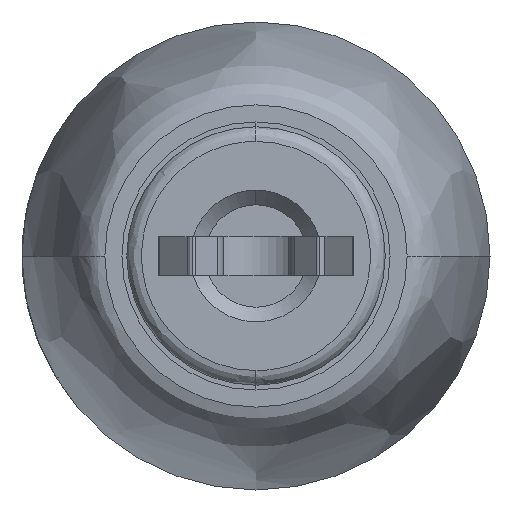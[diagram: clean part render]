
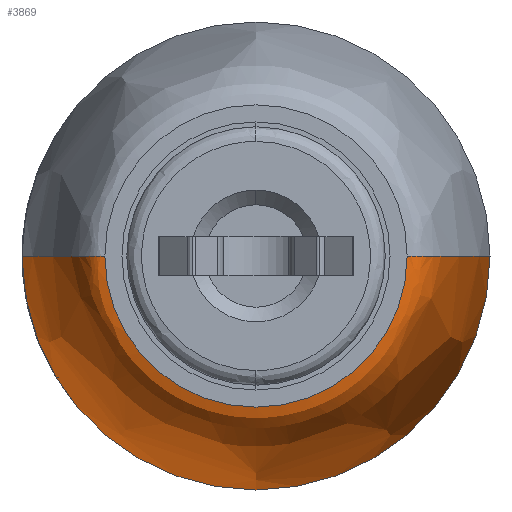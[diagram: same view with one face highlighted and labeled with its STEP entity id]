
A CAD part, left-side view. The second image highlights one B-rep face of the part: STEP entity #3869.
In plain terms, the highlighted free-form (B-spline) face has degree [3, 3] with [6, 4] control points.
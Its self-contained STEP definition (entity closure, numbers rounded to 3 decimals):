
#224 = VERTEX_POINT ( 'NONE', #6321 ) ;
#548 = DIRECTION ( 'NONE',  ( -1., 0., 0. ) ) ;
#1898 = CARTESIAN_POINT ( 'NONE',  ( 10.153, -4.759, 0. ) ) ;
#1913 = CARTESIAN_POINT ( 'NONE',  ( 13.822, 4.8, 0. ) ) ;
#2033 = ORIENTED_EDGE ( 'NONE', *, *, #4881, .T. ) ;
#2190 = VERTEX_POINT ( 'NONE', #11013 ) ;
#2822 = ORIENTED_EDGE ( 'NONE', *, *, #11397, .T. ) ;
#3074 = CARTESIAN_POINT ( 'NONE',  ( 10.153, -4.759, 0. ) ) ;
#3389 = ORIENTED_EDGE ( 'NONE', *, *, #15889, .F. ) ;
#3479 = CARTESIAN_POINT ( 'NONE',  ( 13.822, 4.8, -9.6 ) ) ;
#3793 = ORIENTED_EDGE ( 'NONE', *, *, #6858, .F. ) ;
#3869 = ADVANCED_FACE ( 'NONE', ( #18652 ), #15120, .F. ) ;
#4776 = CARTESIAN_POINT ( 'NONE',  ( 10.153, 4.759, 0. ) ) ;
#4881 = EDGE_CURVE ( 'NONE', #224, #5625, #16808, .T. ) ;
#5025 = CARTESIAN_POINT ( 'NONE',  ( 13.398, 4.8, 0. ) ) ;
#5271 = CARTESIAN_POINT ( 'NONE',  ( 4.822, -3.71, -7.421 ) ) ;
#5417 = CARTESIAN_POINT ( 'NONE',  ( 6.753, 4.294, 0. ) ) ;
#5463 = B_SPLINE_CURVE_WITH_KNOTS ( 'NONE', 3,
 ( #6820, #15338, #18417, #5417, #9557, #9813 ),
 .UNSPECIFIED., .F., .F.,
 ( 4, 1, 1, 4 ),
 ( 0., 0.429, 0.529, 1. ),
 .UNSPECIFIED. ) ;
#5625 = VERTEX_POINT ( 'NONE', #9747 ) ;
#5774 = ORIENTED_EDGE ( 'NONE', *, *, #10661, .T. ) ;
#6024 = AXIS2_PLACEMENT_3D ( 'NONE', #13770, #6510, #8023 ) ;
#6218 = CARTESIAN_POINT ( 'NONE',  ( 10.153, 4.759, -9.518 ) ) ;
#6288 = CARTESIAN_POINT ( 'NONE',  ( 6.753, 4.294, 0. ) ) ;
#6321 = CARTESIAN_POINT ( 'NONE',  ( 13.822, 0., -4.8 ) ) ;
#6417 = CARTESIAN_POINT ( 'NONE',  ( 13.822, -4.8, -9.6 ) ) ;
#6510 = DIRECTION ( 'NONE',  ( -1., 0., 0. ) ) ;
#6657 = CARTESIAN_POINT ( 'NONE',  ( 4.822, 3.71, 0. ) ) ;
#6820 = CARTESIAN_POINT ( 'NONE',  ( 13.822, 4.8, 0. ) ) ;
#6858 = EDGE_CURVE ( 'NONE', #8011, #2190, #5463, .T. ) ;
#7933 = CARTESIAN_POINT ( 'NONE',  ( 13.398, 4.8, -9.6 ) ) ;
#8011 = VERTEX_POINT ( 'NONE', #1913 ) ;
#8023 = DIRECTION ( 'NONE',  ( 0., 0., 1. ) ) ;
#8054 = CARTESIAN_POINT ( 'NONE',  ( 6.753, -4.294, 0. ) ) ;
#8869 = CIRCLE ( 'NONE', #18401, 3.1 ) ;
#8885 = CARTESIAN_POINT ( 'NONE',  ( 13.398, -4.8, 0. ) ) ;
#8966 = B_SPLINE_CURVE_WITH_KNOTS ( 'NONE', 3,
 ( #17615, #8885, #3074, #14728, #17862, #10522 ),
 .UNSPECIFIED., .F., .F.,
 ( 4, 1, 1, 4 ),
 ( 0., 0.429, 0.529, 1. ),
 .UNSPECIFIED. ) ;
#9149 = CARTESIAN_POINT ( 'NONE',  ( 10.153, -4.759, -9.518 ) ) ;
#9198 = CARTESIAN_POINT ( 'NONE',  ( 4.822, 0., 0. ) ) ;
#9557 = CARTESIAN_POINT ( 'NONE',  ( 4.822, 3.71, 0. ) ) ;
#9645 = CARTESIAN_POINT ( 'NONE',  ( 4.822, -3.71, 0. ) ) ;
#9747 = CARTESIAN_POINT ( 'NONE',  ( 13.822, -4.8, 0. ) ) ;
#9813 = CARTESIAN_POINT ( 'NONE',  ( 4.822, 3.1, 0. ) ) ;
#10522 = CARTESIAN_POINT ( 'NONE',  ( 4.822, -3.1, 0. ) ) ;
#10534 = CIRCLE ( 'NONE', #6024, 4.8 ) ;
#10627 = DIRECTION ( 'NONE',  ( -1., 0., 0. ) ) ;
#10661 = EDGE_CURVE ( 'NONE', #5625, #17270, #8966, .T. ) ;
#11013 = CARTESIAN_POINT ( 'NONE',  ( 4.822, 3.1, 0. ) ) ;
#11049 = CARTESIAN_POINT ( 'NONE',  ( 4.822, -3.1, -6.2 ) ) ;
#11397 = EDGE_CURVE ( 'NONE', #8011, #224, #10534, .T. ) ;
#12386 = CARTESIAN_POINT ( 'NONE',  ( 4.822, 3.1, 0. ) ) ;
#12445 = CARTESIAN_POINT ( 'NONE',  ( 4.822, 3.71, -7.421 ) ) ;
#12879 = EDGE_LOOP ( 'NONE', ( #2033, #5774, #3389, #3793, #2822 ) ) ;
#13409 = DIRECTION ( 'NONE',  ( 0., 0., 1. ) ) ;
#13481 = CARTESIAN_POINT ( 'NONE',  ( 13.398, -4.8, 0. ) ) ;
#13491 = DIRECTION ( 'NONE',  ( 0., 0., 1. ) ) ;
#13612 = CARTESIAN_POINT ( 'NONE',  ( 13.822, 4.8, 0. ) ) ;
#13770 = CARTESIAN_POINT ( 'NONE',  ( 13.822, 0., 0. ) ) ;
#14728 = CARTESIAN_POINT ( 'NONE',  ( 6.753, -4.294, 0. ) ) ;
#15120 =( BOUNDED_SURFACE ( )  B_SPLINE_SURFACE ( 3, 3, ( 
 ( #13612, #3479, #6417, #16612 ),
 ( #5025, #7933, #18137, #13481 ),
 ( #4776, #6218, #9149, #1898 ),
 ( #6288, #16475, #18383, #8054 ),
 ( #6657, #12445, #5271, #9645 ),
 ( #12386, #18201, #11049, #15502 ) ),
 .UNSPECIFIED., .F., .F., .F. ) 
 B_SPLINE_SURFACE_WITH_KNOTS ( ( 4, 1, 1, 4 ),
 ( 4, 4 ),
 ( 0., 0.429, 0.529, 1. ),
 ( 0., 1. ),
 .UNSPECIFIED. ) 
 GEOMETRIC_REPRESENTATION_ITEM ( )  RATIONAL_B_SPLINE_SURFACE ( (
 ( 1., 0.333, 0.333, 1.),
 ( 1., 0.333, 0.333, 1.),
 ( 1., 0.333, 0.333, 1.),
 ( 1., 0.333, 0.333, 1.),
 ( 1., 0.333, 0.333, 1.),
 ( 1., 0.333, 0.333, 1.) ) ) 
 REPRESENTATION_ITEM ( '' )  SURFACE ( )  );
#15338 = CARTESIAN_POINT ( 'NONE',  ( 13.398, 4.8, 0. ) ) ;
#15502 = CARTESIAN_POINT ( 'NONE',  ( 4.822, -3.1, 0. ) ) ;
#15889 = EDGE_CURVE ( 'NONE', #2190, #17270, #8869, .T. ) ;
#16475 = CARTESIAN_POINT ( 'NONE',  ( 6.753, 4.294, -8.588 ) ) ;
#16517 = AXIS2_PLACEMENT_3D ( 'NONE', #17909, #10627, #13491 ) ;
#16612 = CARTESIAN_POINT ( 'NONE',  ( 13.822, -4.8, 0. ) ) ;
#16808 = CIRCLE ( 'NONE', #16517, 4.8 ) ;
#17270 = VERTEX_POINT ( 'NONE', #17300 ) ;
#17300 = CARTESIAN_POINT ( 'NONE',  ( 4.822, -3.1, 0. ) ) ;
#17615 = CARTESIAN_POINT ( 'NONE',  ( 13.822, -4.8, 0. ) ) ;
#17862 = CARTESIAN_POINT ( 'NONE',  ( 4.822, -3.71, 0. ) ) ;
#17909 = CARTESIAN_POINT ( 'NONE',  ( 13.822, 0., 0. ) ) ;
#18137 = CARTESIAN_POINT ( 'NONE',  ( 13.398, -4.8, -9.6 ) ) ;
#18201 = CARTESIAN_POINT ( 'NONE',  ( 4.822, 3.1, -6.2 ) ) ;
#18383 = CARTESIAN_POINT ( 'NONE',  ( 6.753, -4.294, -8.588 ) ) ;
#18401 = AXIS2_PLACEMENT_3D ( 'NONE', #9198, #548, #13409 ) ;
#18417 = CARTESIAN_POINT ( 'NONE',  ( 10.153, 4.759, 0. ) ) ;
#18652 = FACE_OUTER_BOUND ( 'NONE', #12879, .T. ) ;
